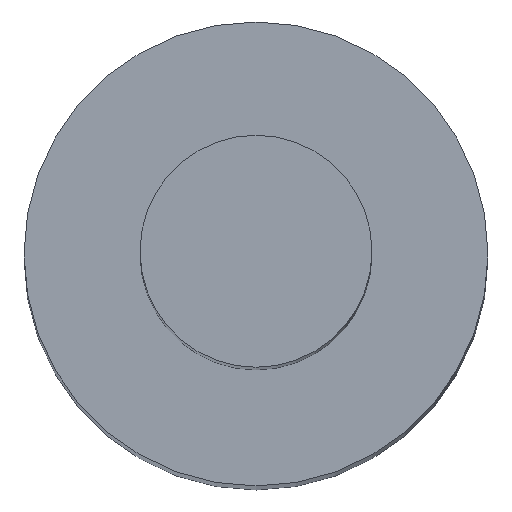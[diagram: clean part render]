
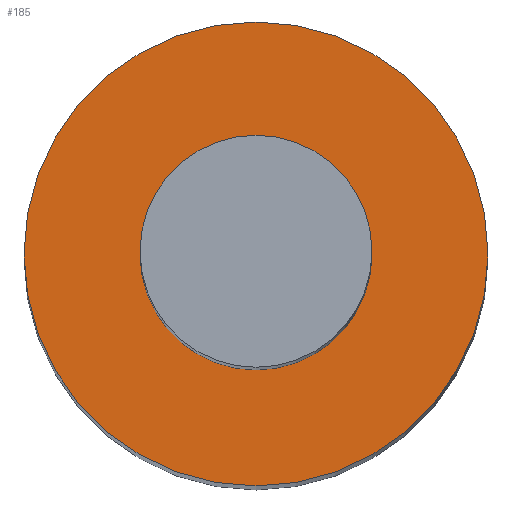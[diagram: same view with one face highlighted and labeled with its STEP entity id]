
A CAD part, top view. The second image highlights one B-rep face of the part: STEP entity #185.
In plain terms, the highlighted planar face has unit normal (0, 0, 1).
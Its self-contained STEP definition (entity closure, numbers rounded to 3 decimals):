
#44=CARTESIAN_POINT('',(0.,0.,15.));
#45=DIRECTION('',(0.,0.,1.));
#46=DIRECTION('',(1.,0.,0.));
#47=AXIS2_PLACEMENT_3D('',#44,#45,#46);
#49=CARTESIAN_POINT('',(0.,0.,15.));
#50=DIRECTION('',(0.,0.,1.));
#51=DIRECTION('',(-1.,0.,0.));
#52=AXIS2_PLACEMENT_3D('',#49,#50,#51);
#54=CARTESIAN_POINT('',(0.,0.,15.));
#55=DIRECTION('',(0.,0.,-1.));
#56=DIRECTION('',(1.,0.,0.));
#57=AXIS2_PLACEMENT_3D('',#54,#55,#56);
#59=CARTESIAN_POINT('',(0.,0.,15.));
#60=DIRECTION('',(0.,0.,-1.));
#61=DIRECTION('',(-1.,0.,0.));
#62=AXIS2_PLACEMENT_3D('',#59,#60,#61);
#104=CARTESIAN_POINT('',(1.5,0.,15.));
#105=CARTESIAN_POINT('',(-1.5,0.,15.));
#106=VERTEX_POINT('',#104);
#107=VERTEX_POINT('',#105);
#108=CARTESIAN_POINT('',(0.75,0.,15.));
#109=CARTESIAN_POINT('',(-0.75,0.,15.));
#110=VERTEX_POINT('',#108);
#111=VERTEX_POINT('',#109);
#170=CARTESIAN_POINT('',(0.,0.,15.));
#171=DIRECTION('',(0.,0.,1.));
#172=DIRECTION('',(1.,0.,0.));
#173=AXIS2_PLACEMENT_3D('',#170,#171,#172);
#174=PLANE('',#173);
#175=ORIENTED_EDGE('',*,*,#150,.F.);
#176=ORIENTED_EDGE('',*,*,#164,.F.);
#177=EDGE_LOOP('',(#175,#176));
#178=FACE_OUTER_BOUND('',#177,.F.);
#180=ORIENTED_EDGE('',*,*,#179,.F.);
#182=ORIENTED_EDGE('',*,*,#181,.F.);
#183=EDGE_LOOP('',(#180,#182));
#184=FACE_BOUND('',#183,.F.);
#48=CIRCLE('',#47,1.5);
#53=CIRCLE('',#52,1.5);
#58=CIRCLE('',#57,0.75);
#63=CIRCLE('',#62,0.75);
#150=EDGE_CURVE('',#106,#107,#48,.T.);
#164=EDGE_CURVE('',#107,#106,#53,.T.);
#179=EDGE_CURVE('',#110,#111,#58,.T.);
#181=EDGE_CURVE('',#111,#110,#63,.T.);
#185=ADVANCED_FACE('',(#178,#184),#174,.T.);
